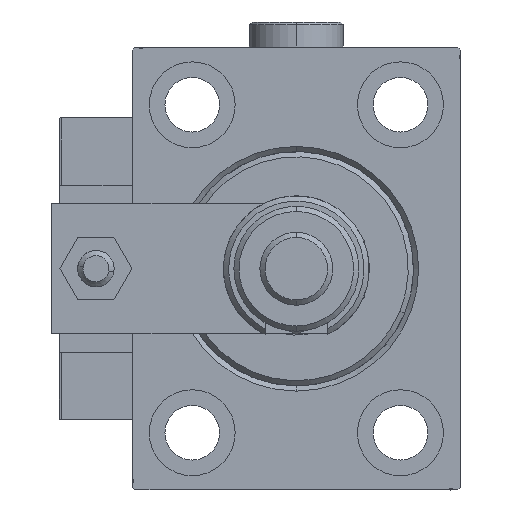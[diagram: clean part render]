
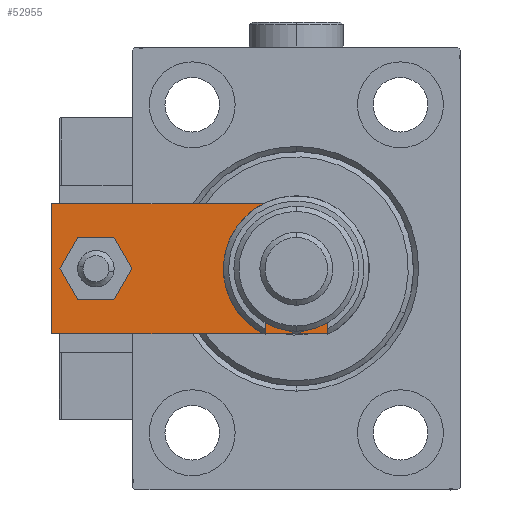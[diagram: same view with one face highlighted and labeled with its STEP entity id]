
A CAD part, left-side view. The second image highlights one B-rep face of the part: STEP entity #52955.
In plain terms, the highlighted face is planar.
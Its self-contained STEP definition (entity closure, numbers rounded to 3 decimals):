
#556 = VECTOR ( 'NONE', #31219, 1000. ) ;
#1042 = CARTESIAN_POINT ( 'NONE',  ( -12.5, 60., 6. ) ) ;
#1148 = DIRECTION ( 'NONE',  ( 0.707, -0.707, 0. ) ) ;
#1294 = AXIS2_PLACEMENT_3D ( 'NONE', #22155, #34836, #31523 ) ;
#1417 = VERTEX_POINT ( 'NONE', #22828 ) ;
#1462 = DIRECTION ( 'NONE',  ( 0., 0., 1. ) ) ;
#1827 = CIRCLE ( 'NONE', #26403, 4. ) ;
#2009 = DIRECTION ( 'NONE',  ( 0., 0., 1. ) ) ;
#2171 = VECTOR ( 'NONE', #36804, 1000. ) ;
#2352 = VECTOR ( 'NONE', #29730, 1000. ) ;
#2615 = VERTEX_POINT ( 'NONE', #39293 ) ;
#2931 = CARTESIAN_POINT ( 'NONE',  ( -8.25, 13., 6. ) ) ;
#2982 = EDGE_CURVE ( 'NONE', #1417, #35945, #53100, .T. ) ;
#3040 = VERTEX_POINT ( 'NONE', #32328 ) ;
#4953 = CARTESIAN_POINT ( 'NONE',  ( -12.5, 7., 6. ) ) ;
#5973 = EDGE_LOOP ( 'NONE', ( #54262, #12252, #7784, #28959, #33869, #28463 ) ) ;
#6573 = LINE ( 'NONE', #28543, #2171 ) ;
#7784 = ORIENTED_EDGE ( 'NONE', *, *, #40460, .T. ) ;
#9240 = EDGE_CURVE ( 'NONE', #35945, #1417, #26994, .T. ) ;
#10095 = ORIENTED_EDGE ( 'NONE', *, *, #9240, .F. ) ;
#10669 = DIRECTION ( 'NONE',  ( 1., 0., 0. ) ) ;
#11340 = CARTESIAN_POINT ( 'NONE',  ( 12.5, 60., 6. ) ) ;
#12252 = ORIENTED_EDGE ( 'NONE', *, *, #18939, .T. ) ;
#13097 = CARTESIAN_POINT ( 'NONE',  ( -12.5, 60., 6. ) ) ;
#13109 = EDGE_CURVE ( 'NONE', #50138, #20041, #13687, .T. ) ;
#13687 = LINE ( 'NONE', #1042, #38425 ) ;
#14441 = CARTESIAN_POINT ( 'NONE',  ( 2.75, -2.75, 6. ) ) ;
#14586 = CARTESIAN_POINT ( 'NONE',  ( -5.5, 0., 6. ) ) ;
#15528 = ORIENTED_EDGE ( 'NONE', *, *, #45496, .F. ) ;
#17388 = DIRECTION ( 'NONE',  ( 1., 0., 0. ) ) ;
#17811 = DIRECTION ( 'NONE',  ( 0., -1., 0. ) ) ;
#18763 = DIRECTION ( 'NONE',  ( 1., 0., 0. ) ) ;
#18939 = EDGE_CURVE ( 'NONE', #20041, #41457, #39629, .T. ) ;
#20041 = VERTEX_POINT ( 'NONE', #4953 ) ;
#21489 = DIRECTION ( 'NONE',  ( 0., 0., 1. ) ) ;
#22155 = CARTESIAN_POINT ( 'NONE',  ( 0., 13., 6. ) ) ;
#22828 = CARTESIAN_POINT ( 'NONE',  ( 8.25, 13., 6. ) ) ;
#26392 = FACE_OUTER_BOUND ( 'NONE', #5973, .T. ) ;
#26403 = AXIS2_PLACEMENT_3D ( 'NONE', #43809, #2009, #18763 ) ;
#26994 = CIRCLE ( 'NONE', #33144, 8.25 ) ;
#27159 = LINE ( 'NONE', #39805, #48939 ) ;
#27358 = VERTEX_POINT ( 'NONE', #54381 ) ;
#27669 = AXIS2_PLACEMENT_3D ( 'NONE', #38596, #1462, #31152 ) ;
#28388 = ORIENTED_EDGE ( 'NONE', *, *, #32010, .F. ) ;
#28463 = ORIENTED_EDGE ( 'NONE', *, *, #39978, .T. ) ;
#28543 = CARTESIAN_POINT ( 'NONE',  ( 12.5, 0., 6. ) ) ;
#28959 = ORIENTED_EDGE ( 'NONE', *, *, #34968, .T. ) ;
#29454 = CARTESIAN_POINT ( 'NONE',  ( 12.5, 60., 6. ) ) ;
#29730 = DIRECTION ( 'NONE',  ( -1., 0., 0. ) ) ;
#30974 = ORIENTED_EDGE ( 'NONE', *, *, #2982, .F. ) ;
#31152 = DIRECTION ( 'NONE',  ( 1., 0., 0. ) ) ;
#31219 = DIRECTION ( 'NONE',  ( 0.707, 0.707, 0. ) ) ;
#31523 = DIRECTION ( 'NONE',  ( 1., 0., 0. ) ) ;
#31885 = PLANE ( 'NONE',  #50648 ) ;
#32010 = EDGE_CURVE ( 'NONE', #2615, #3040, #47890, .T. ) ;
#32328 = CARTESIAN_POINT ( 'NONE',  ( 4., 51.5, 6. ) ) ;
#33144 = AXIS2_PLACEMENT_3D ( 'NONE', #33899, #21489, #17388 ) ;
#33593 = LINE ( 'NONE', #29454, #2352 ) ;
#33869 = ORIENTED_EDGE ( 'NONE', *, *, #48813, .T. ) ;
#33899 = CARTESIAN_POINT ( 'NONE',  ( 0., 13., 6. ) ) ;
#34688 = CARTESIAN_POINT ( 'NONE',  ( -2.75, -2.75, 6. ) ) ;
#34836 = DIRECTION ( 'NONE',  ( 0., 0., 1. ) ) ;
#34840 = EDGE_LOOP ( 'NONE', ( #28388, #15528 ) ) ;
#34968 = EDGE_CURVE ( 'NONE', #47431, #27358, #52107, .T. ) ;
#35172 = VECTOR ( 'NONE', #1148, 1000. ) ;
#35478 = CARTESIAN_POINT ( 'NONE',  ( 0., 0., 6. ) ) ;
#35945 = VERTEX_POINT ( 'NONE', #2931 ) ;
#36804 = DIRECTION ( 'NONE',  ( 0., 1., 0. ) ) ;
#38425 = VECTOR ( 'NONE', #17811, 1000. ) ;
#38596 = CARTESIAN_POINT ( 'NONE',  ( 0., 51.5, 6. ) ) ;
#39293 = CARTESIAN_POINT ( 'NONE',  ( -4., 51.5, 6. ) ) ;
#39629 = LINE ( 'NONE', #34688, #35172 ) ;
#39805 = CARTESIAN_POINT ( 'NONE',  ( -12.5, 0., 6. ) ) ;
#39978 = EDGE_CURVE ( 'NONE', #51651, #50138, #33593, .T. ) ;
#40412 = DIRECTION ( 'NONE',  ( 0., 0., 1. ) ) ;
#40460 = EDGE_CURVE ( 'NONE', #41457, #47431, #27159, .T. ) ;
#41457 = VERTEX_POINT ( 'NONE', #14586 ) ;
#43710 = EDGE_LOOP ( 'NONE', ( #10095, #30974 ) ) ;
#43809 = CARTESIAN_POINT ( 'NONE',  ( 0., 51.5, 6. ) ) ;
#44003 = FACE_BOUND ( 'NONE', #43710, .T. ) ;
#45496 = EDGE_CURVE ( 'NONE', #3040, #2615, #1827, .T. ) ;
#46545 = CARTESIAN_POINT ( 'NONE',  ( 5.5, 0., 6. ) ) ;
#47323 = FACE_BOUND ( 'NONE', #34840, .T. ) ;
#47431 = VERTEX_POINT ( 'NONE', #46545 ) ;
#47890 = CIRCLE ( 'NONE', #27669, 4. ) ;
#48813 = EDGE_CURVE ( 'NONE', #27358, #51651, #6573, .T. ) ;
#48939 = VECTOR ( 'NONE', #10669, 1000. ) ;
#50138 = VERTEX_POINT ( 'NONE', #13097 ) ;
#50648 = AXIS2_PLACEMENT_3D ( 'NONE', #35478, #40412, #53055 ) ;
#51651 = VERTEX_POINT ( 'NONE', #11340 ) ;
#52107 = LINE ( 'NONE', #14441, #556 ) ;
#52955 = ADVANCED_FACE ( 'NONE', ( #47323, #26392, #44003 ), #31885, .T. ) ;
#53055 = DIRECTION ( 'NONE',  ( 1., 0., 0. ) ) ;
#53100 = CIRCLE ( 'NONE', #1294, 8.25 ) ;
#54262 = ORIENTED_EDGE ( 'NONE', *, *, #13109, .T. ) ;
#54381 = CARTESIAN_POINT ( 'NONE',  ( 12.5, 7., 6. ) ) ;
